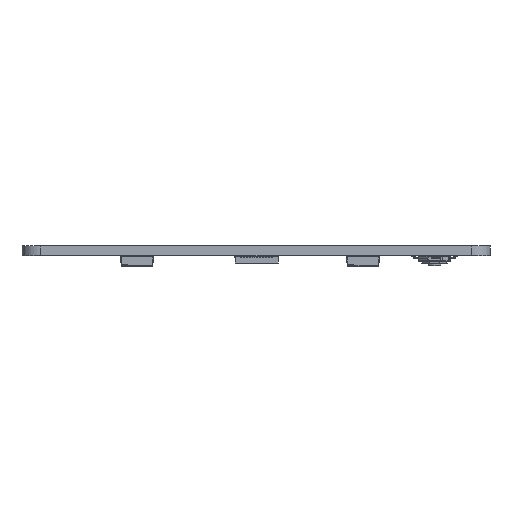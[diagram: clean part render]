
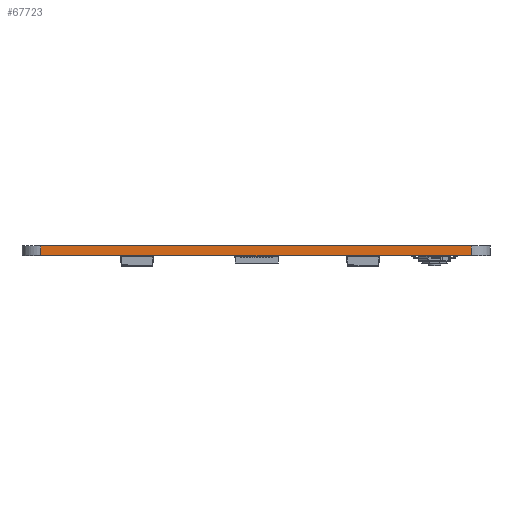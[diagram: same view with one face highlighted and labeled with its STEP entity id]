
A CAD part, front view. The second image highlights one B-rep face of the part: STEP entity #67723.
In plain terms, the highlighted planar face has unit normal (0, -1, 0).
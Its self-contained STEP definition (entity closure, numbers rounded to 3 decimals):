
#56325 = PLANE('',#56326);
#56326 = AXIS2_PLACEMENT_3D('',#56327,#56328,#56329);
#56327 = CARTESIAN_POINT('',(106.492,-108.113,1.6));
#56328 = DIRECTION('',(0.,0.,1.));
#56329 = DIRECTION('',(1.,0.,0.));
#56379 = PLANE('',#56380);
#56380 = AXIS2_PLACEMENT_3D('',#56381,#56382,#56383);
#56381 = CARTESIAN_POINT('',(106.492,-108.113,0.));
#56382 = DIRECTION('',(0.,0.,1.));
#56383 = DIRECTION('',(1.,0.,0.));
#56631 = VERTEX_POINT('',#56632);
#56632 = CARTESIAN_POINT('',(71.993,-168.619,0.));
#56647 = CYLINDRICAL_SURFACE('',#56648,3.002);
#56648 = AXIS2_PLACEMENT_3D('',#56649,#56650,#56651);
#56649 = CARTESIAN_POINT('',(71.993,-165.617,0.));
#56650 = DIRECTION('',(0.,0.,-1.));
#56651 = DIRECTION('',(1.,0.,0.));
#56659 = EDGE_CURVE('',#56631,#56660,#56662,.T.);
#56660 = VERTEX_POINT('',#56661);
#56661 = CARTESIAN_POINT('',(140.99,-168.622,0.));
#56662 = SURFACE_CURVE('',#56663,(#56667,#56674),.PCURVE_S1.);
#56663 = LINE('',#56664,#56665);
#56664 = CARTESIAN_POINT('',(71.993,-168.619,0.));
#56665 = VECTOR('',#56666,1.);
#56666 = DIRECTION('',(1.,0.,0.));
#56667 = PCURVE('',#56379,#56668);
#56668 = DEFINITIONAL_REPRESENTATION('',(#56669),#56673);
#56669 = LINE('',#56670,#56671);
#56670 = CARTESIAN_POINT('',(-34.499,-60.507));
#56671 = VECTOR('',#56672,1.);
#56672 = DIRECTION('',(1.,0.));
#56673 = ( GEOMETRIC_REPRESENTATION_CONTEXT(2) 
PARAMETRIC_REPRESENTATION_CONTEXT() REPRESENTATION_CONTEXT('2D SPACE',''
  ) );
#56674 = PCURVE('',#56675,#56680);
#56675 = PLANE('',#56676);
#56676 = AXIS2_PLACEMENT_3D('',#56677,#56678,#56679);
#56677 = CARTESIAN_POINT('',(71.993,-168.619,0.));
#56678 = DIRECTION('',(0.,1.,0.));
#56679 = DIRECTION('',(1.,0.,0.));
#56680 = DEFINITIONAL_REPRESENTATION('',(#56681),#56685);
#56681 = LINE('',#56682,#56683);
#56682 = CARTESIAN_POINT('',(0.,0.));
#56683 = VECTOR('',#56684,1.);
#56684 = DIRECTION('',(1.,0.));
#56685 = ( GEOMETRIC_REPRESENTATION_CONTEXT(2) 
PARAMETRIC_REPRESENTATION_CONTEXT() REPRESENTATION_CONTEXT('2D SPACE',''
  ) );
#56704 = CYLINDRICAL_SURFACE('',#56705,3.002);
#56705 = AXIS2_PLACEMENT_3D('',#56706,#56707,#56708);
#56706 = CARTESIAN_POINT('',(140.99,-165.619,0.));
#56707 = DIRECTION('',(0.,0.,-1.));
#56708 = DIRECTION('',(1.,0.,0.));
#62569 = VERTEX_POINT('',#62570);
#62570 = CARTESIAN_POINT('',(71.993,-168.619,1.6));
#62592 = EDGE_CURVE('',#62569,#62593,#62595,.T.);
#62593 = VERTEX_POINT('',#62594);
#62594 = CARTESIAN_POINT('',(140.99,-168.622,1.6));
#62595 = SURFACE_CURVE('',#62596,(#62600,#62607),.PCURVE_S1.);
#62596 = LINE('',#62597,#62598);
#62597 = CARTESIAN_POINT('',(71.993,-168.619,1.6));
#62598 = VECTOR('',#62599,1.);
#62599 = DIRECTION('',(1.,0.,0.));
#62600 = PCURVE('',#56325,#62601);
#62601 = DEFINITIONAL_REPRESENTATION('',(#62602),#62606);
#62602 = LINE('',#62603,#62604);
#62603 = CARTESIAN_POINT('',(-34.499,-60.507));
#62604 = VECTOR('',#62605,1.);
#62605 = DIRECTION('',(1.,0.));
#62606 = ( GEOMETRIC_REPRESENTATION_CONTEXT(2) 
PARAMETRIC_REPRESENTATION_CONTEXT() REPRESENTATION_CONTEXT('2D SPACE',''
  ) );
#62607 = PCURVE('',#56675,#62608);
#62608 = DEFINITIONAL_REPRESENTATION('',(#62609),#62613);
#62609 = LINE('',#62610,#62611);
#62610 = CARTESIAN_POINT('',(0.,-1.6));
#62611 = VECTOR('',#62612,1.);
#62612 = DIRECTION('',(1.,0.));
#62613 = ( GEOMETRIC_REPRESENTATION_CONTEXT(2) 
PARAMETRIC_REPRESENTATION_CONTEXT() REPRESENTATION_CONTEXT('2D SPACE',''
  ) );
#67675 = EDGE_CURVE('',#56631,#62569,#67676,.T.);
#67676 = SURFACE_CURVE('',#67677,(#67681,#67688),.PCURVE_S1.);
#67677 = LINE('',#67678,#67679);
#67678 = CARTESIAN_POINT('',(71.993,-168.619,0.));
#67679 = VECTOR('',#67680,1.);
#67680 = DIRECTION('',(0.,0.,1.));
#67681 = PCURVE('',#56647,#67682);
#67682 = DEFINITIONAL_REPRESENTATION('',(#67683),#67687);
#67683 = LINE('',#67684,#67685);
#67684 = CARTESIAN_POINT('',(-4.712,0.));
#67685 = VECTOR('',#67686,1.);
#67686 = DIRECTION('',(0.,-1.));
#67687 = ( GEOMETRIC_REPRESENTATION_CONTEXT(2) 
PARAMETRIC_REPRESENTATION_CONTEXT() REPRESENTATION_CONTEXT('2D SPACE',''
  ) );
#67688 = PCURVE('',#56675,#67689);
#67689 = DEFINITIONAL_REPRESENTATION('',(#67690),#67694);
#67690 = LINE('',#67691,#67692);
#67691 = CARTESIAN_POINT('',(0.,0.));
#67692 = VECTOR('',#67693,1.);
#67693 = DIRECTION('',(0.,-1.));
#67694 = ( GEOMETRIC_REPRESENTATION_CONTEXT(2) 
PARAMETRIC_REPRESENTATION_CONTEXT() REPRESENTATION_CONTEXT('2D SPACE',''
  ) );
#67723 = ADVANCED_FACE('',(#67724),#56675,.F.);
#67724 = FACE_BOUND('',#67725,.F.);
#67725 = EDGE_LOOP('',(#67726,#67727,#67728,#67749));
#67726 = ORIENTED_EDGE('',*,*,#67675,.T.);
#67727 = ORIENTED_EDGE('',*,*,#62592,.T.);
#67728 = ORIENTED_EDGE('',*,*,#67729,.F.);
#67729 = EDGE_CURVE('',#56660,#62593,#67730,.T.);
#67730 = SURFACE_CURVE('',#67731,(#67735,#67742),.PCURVE_S1.);
#67731 = LINE('',#67732,#67733);
#67732 = CARTESIAN_POINT('',(140.99,-168.622,0.));
#67733 = VECTOR('',#67734,1.);
#67734 = DIRECTION('',(0.,0.,1.));
#67735 = PCURVE('',#56675,#67736);
#67736 = DEFINITIONAL_REPRESENTATION('',(#67737),#67741);
#67737 = LINE('',#67738,#67739);
#67738 = CARTESIAN_POINT('',(68.998,0.));
#67739 = VECTOR('',#67740,1.);
#67740 = DIRECTION('',(0.,-1.));
#67741 = ( GEOMETRIC_REPRESENTATION_CONTEXT(2) 
PARAMETRIC_REPRESENTATION_CONTEXT() REPRESENTATION_CONTEXT('2D SPACE',''
  ) );
#67742 = PCURVE('',#56704,#67743);
#67743 = DEFINITIONAL_REPRESENTATION('',(#67744),#67748);
#67744 = LINE('',#67745,#67746);
#67745 = CARTESIAN_POINT('',(-4.712,0.));
#67746 = VECTOR('',#67747,1.);
#67747 = DIRECTION('',(0.,-1.));
#67748 = ( GEOMETRIC_REPRESENTATION_CONTEXT(2) 
PARAMETRIC_REPRESENTATION_CONTEXT() REPRESENTATION_CONTEXT('2D SPACE',''
  ) );
#67749 = ORIENTED_EDGE('',*,*,#56659,.F.);
